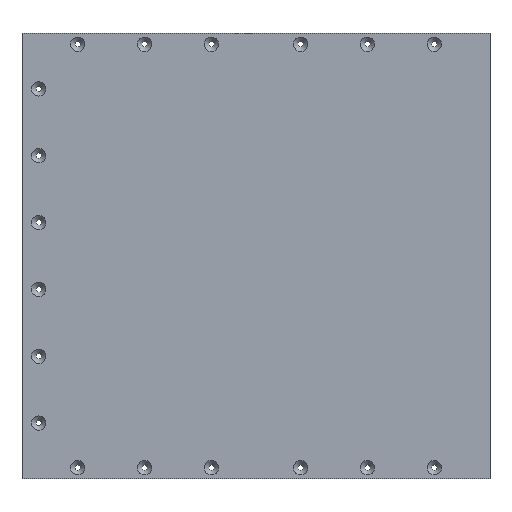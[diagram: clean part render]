
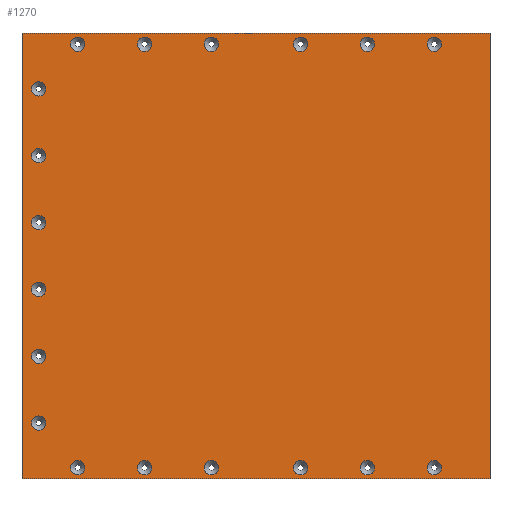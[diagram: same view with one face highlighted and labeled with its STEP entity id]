
A CAD part, top view. The second image highlights one B-rep face of the part: STEP entity #1270.
In plain terms, the highlighted planar face has unit normal (0, 0, 1).
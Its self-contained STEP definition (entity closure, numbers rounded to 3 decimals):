
#39=FACE_BOUND('',#165,.T.);
#40=FACE_BOUND('',#166,.T.);
#41=FACE_BOUND('',#167,.T.);
#42=FACE_BOUND('',#168,.T.);
#43=FACE_BOUND('',#169,.T.);
#44=FACE_BOUND('',#170,.T.);
#45=FACE_BOUND('',#171,.T.);
#46=FACE_BOUND('',#172,.T.);
#47=FACE_BOUND('',#173,.T.);
#48=FACE_BOUND('',#174,.T.);
#49=FACE_BOUND('',#175,.T.);
#50=FACE_BOUND('',#176,.T.);
#51=FACE_BOUND('',#177,.T.);
#52=FACE_BOUND('',#178,.T.);
#53=FACE_BOUND('',#179,.T.);
#54=FACE_BOUND('',#180,.T.);
#55=FACE_BOUND('',#181,.T.);
#56=FACE_BOUND('',#182,.T.);
#87=PLANE('',#1352);
#105=FACE_OUTER_BOUND('',#164,.T.);
#164=EDGE_LOOP('',(#874,#875,#876,#877));
#165=EDGE_LOOP('',(#878));
#166=EDGE_LOOP('',(#879));
#167=EDGE_LOOP('',(#880));
#168=EDGE_LOOP('',(#881));
#169=EDGE_LOOP('',(#882));
#170=EDGE_LOOP('',(#883));
#171=EDGE_LOOP('',(#884));
#172=EDGE_LOOP('',(#885));
#173=EDGE_LOOP('',(#886));
#174=EDGE_LOOP('',(#887));
#175=EDGE_LOOP('',(#888));
#176=EDGE_LOOP('',(#889));
#177=EDGE_LOOP('',(#890));
#178=EDGE_LOOP('',(#891));
#179=EDGE_LOOP('',(#892));
#180=EDGE_LOOP('',(#893));
#181=EDGE_LOOP('',(#894));
#182=EDGE_LOOP('',(#895));
#271=LINE('',#1946,#354);
#272=LINE('',#1948,#355);
#273=LINE('',#1950,#356);
#274=LINE('',#1951,#357);
#354=VECTOR('',#1528,10.);
#355=VECTOR('',#1529,10.);
#356=VECTOR('',#1530,10.);
#357=VECTOR('',#1531,10.);
#436=CIRCLE('',#1349,3.25);
#439=CIRCLE('',#1353,3.25);
#440=CIRCLE('',#1354,3.25);
#441=CIRCLE('',#1355,3.25);
#442=CIRCLE('',#1356,3.25);
#443=CIRCLE('',#1357,3.25);
#444=CIRCLE('',#1358,3.25);
#445=CIRCLE('',#1359,3.25);
#446=CIRCLE('',#1360,3.25);
#447=CIRCLE('',#1361,3.25);
#448=CIRCLE('',#1362,3.25);
#449=CIRCLE('',#1363,3.25);
#450=CIRCLE('',#1364,3.25);
#451=CIRCLE('',#1365,3.25);
#452=CIRCLE('',#1366,3.25);
#453=CIRCLE('',#1367,3.25);
#454=CIRCLE('',#1368,3.25);
#455=CIRCLE('',#1369,3.25);
#544=VERTEX_POINT('',#1936);
#547=VERTEX_POINT('',#1944);
#548=VERTEX_POINT('',#1945);
#549=VERTEX_POINT('',#1947);
#550=VERTEX_POINT('',#1949);
#551=VERTEX_POINT('',#1952);
#552=VERTEX_POINT('',#1954);
#553=VERTEX_POINT('',#1956);
#554=VERTEX_POINT('',#1958);
#555=VERTEX_POINT('',#1960);
#556=VERTEX_POINT('',#1962);
#557=VERTEX_POINT('',#1964);
#558=VERTEX_POINT('',#1966);
#559=VERTEX_POINT('',#1968);
#560=VERTEX_POINT('',#1970);
#561=VERTEX_POINT('',#1972);
#562=VERTEX_POINT('',#1974);
#563=VERTEX_POINT('',#1976);
#564=VERTEX_POINT('',#1978);
#565=VERTEX_POINT('',#1980);
#566=VERTEX_POINT('',#1982);
#567=VERTEX_POINT('',#1984);
#678=EDGE_CURVE('',#544,#544,#436,.T.);
#682=EDGE_CURVE('',#547,#548,#271,.T.);
#683=EDGE_CURVE('',#548,#549,#272,.T.);
#684=EDGE_CURVE('',#550,#549,#273,.T.);
#685=EDGE_CURVE('',#547,#550,#274,.T.);
#686=EDGE_CURVE('',#551,#551,#439,.T.);
#687=EDGE_CURVE('',#552,#552,#440,.T.);
#688=EDGE_CURVE('',#553,#553,#441,.T.);
#689=EDGE_CURVE('',#554,#554,#442,.T.);
#690=EDGE_CURVE('',#555,#555,#443,.T.);
#691=EDGE_CURVE('',#556,#556,#444,.T.);
#692=EDGE_CURVE('',#557,#557,#445,.T.);
#693=EDGE_CURVE('',#558,#558,#446,.T.);
#694=EDGE_CURVE('',#559,#559,#447,.T.);
#695=EDGE_CURVE('',#560,#560,#448,.T.);
#696=EDGE_CURVE('',#561,#561,#449,.T.);
#697=EDGE_CURVE('',#562,#562,#450,.T.);
#698=EDGE_CURVE('',#563,#563,#451,.T.);
#699=EDGE_CURVE('',#564,#564,#452,.T.);
#700=EDGE_CURVE('',#565,#565,#453,.T.);
#701=EDGE_CURVE('',#566,#566,#454,.T.);
#702=EDGE_CURVE('',#567,#567,#455,.T.);
#874=ORIENTED_EDGE('',*,*,#682,.T.);
#875=ORIENTED_EDGE('',*,*,#683,.T.);
#876=ORIENTED_EDGE('',*,*,#684,.F.);
#877=ORIENTED_EDGE('',*,*,#685,.F.);
#878=ORIENTED_EDGE('',*,*,#686,.F.);
#879=ORIENTED_EDGE('',*,*,#687,.F.);
#880=ORIENTED_EDGE('',*,*,#688,.F.);
#881=ORIENTED_EDGE('',*,*,#689,.F.);
#882=ORIENTED_EDGE('',*,*,#690,.F.);
#883=ORIENTED_EDGE('',*,*,#691,.F.);
#884=ORIENTED_EDGE('',*,*,#692,.F.);
#885=ORIENTED_EDGE('',*,*,#693,.F.);
#886=ORIENTED_EDGE('',*,*,#694,.F.);
#887=ORIENTED_EDGE('',*,*,#695,.F.);
#888=ORIENTED_EDGE('',*,*,#696,.F.);
#889=ORIENTED_EDGE('',*,*,#697,.F.);
#890=ORIENTED_EDGE('',*,*,#698,.F.);
#891=ORIENTED_EDGE('',*,*,#699,.F.);
#892=ORIENTED_EDGE('',*,*,#700,.F.);
#893=ORIENTED_EDGE('',*,*,#701,.F.);
#894=ORIENTED_EDGE('',*,*,#702,.F.);
#895=ORIENTED_EDGE('',*,*,#678,.F.);
#1270=ADVANCED_FACE('',(#105,#39,#40,#41,#42,#43,#44,#45,#46,#47,#48,#49,
#50,#51,#52,#53,#54,#55,#56),#87,.T.);
#1349=AXIS2_PLACEMENT_3D('',#1937,#1519,#1520);
#1352=AXIS2_PLACEMENT_3D('',#1943,#1526,#1527);
#1353=AXIS2_PLACEMENT_3D('',#1953,#1532,#1533);
#1354=AXIS2_PLACEMENT_3D('',#1955,#1534,#1535);
#1355=AXIS2_PLACEMENT_3D('',#1957,#1536,#1537);
#1356=AXIS2_PLACEMENT_3D('',#1959,#1538,#1539);
#1357=AXIS2_PLACEMENT_3D('',#1961,#1540,#1541);
#1358=AXIS2_PLACEMENT_3D('',#1963,#1542,#1543);
#1359=AXIS2_PLACEMENT_3D('',#1965,#1544,#1545);
#1360=AXIS2_PLACEMENT_3D('',#1967,#1546,#1547);
#1361=AXIS2_PLACEMENT_3D('',#1969,#1548,#1549);
#1362=AXIS2_PLACEMENT_3D('',#1971,#1550,#1551);
#1363=AXIS2_PLACEMENT_3D('',#1973,#1552,#1553);
#1364=AXIS2_PLACEMENT_3D('',#1975,#1554,#1555);
#1365=AXIS2_PLACEMENT_3D('',#1977,#1556,#1557);
#1366=AXIS2_PLACEMENT_3D('',#1979,#1558,#1559);
#1367=AXIS2_PLACEMENT_3D('',#1981,#1560,#1561);
#1368=AXIS2_PLACEMENT_3D('',#1983,#1562,#1563);
#1369=AXIS2_PLACEMENT_3D('',#1985,#1564,#1565);
#1519=DIRECTION('center_axis',(0.,0.,1.));
#1520=DIRECTION('ref_axis',(1.,0.,0.));
#1526=DIRECTION('center_axis',(0.,0.,1.));
#1527=DIRECTION('ref_axis',(1.,0.,0.));
#1528=DIRECTION('',(1.,0.,0.));
#1529=DIRECTION('',(0.,1.,0.));
#1530=DIRECTION('',(1.,0.,0.));
#1531=DIRECTION('',(0.,1.,0.));
#1532=DIRECTION('center_axis',(0.,0.,1.));
#1533=DIRECTION('ref_axis',(1.,0.,0.));
#1534=DIRECTION('center_axis',(0.,0.,1.));
#1535=DIRECTION('ref_axis',(1.,0.,0.));
#1536=DIRECTION('center_axis',(0.,0.,1.));
#1537=DIRECTION('ref_axis',(1.,0.,0.));
#1538=DIRECTION('center_axis',(0.,0.,1.));
#1539=DIRECTION('ref_axis',(1.,0.,0.));
#1540=DIRECTION('center_axis',(0.,0.,1.));
#1541=DIRECTION('ref_axis',(-1.,0.,0.));
#1542=DIRECTION('center_axis',(0.,0.,1.));
#1543=DIRECTION('ref_axis',(-1.,0.,0.));
#1544=DIRECTION('center_axis',(0.,0.,1.));
#1545=DIRECTION('ref_axis',(-1.,0.,0.));
#1546=DIRECTION('center_axis',(0.,0.,1.));
#1547=DIRECTION('ref_axis',(-1.,0.,0.));
#1548=DIRECTION('center_axis',(0.,0.,1.));
#1549=DIRECTION('ref_axis',(-1.,0.,0.));
#1550=DIRECTION('center_axis',(0.,0.,1.));
#1551=DIRECTION('ref_axis',(-1.,0.,0.));
#1552=DIRECTION('center_axis',(0.,0.,1.));
#1553=DIRECTION('ref_axis',(-1.,0.,0.));
#1554=DIRECTION('center_axis',(0.,0.,1.));
#1555=DIRECTION('ref_axis',(-1.,0.,0.));
#1556=DIRECTION('center_axis',(0.,0.,1.));
#1557=DIRECTION('ref_axis',(-1.,0.,0.));
#1558=DIRECTION('center_axis',(0.,0.,1.));
#1559=DIRECTION('ref_axis',(1.,0.,0.));
#1560=DIRECTION('center_axis',(0.,0.,1.));
#1561=DIRECTION('ref_axis',(1.,0.,0.));
#1562=DIRECTION('center_axis',(0.,0.,1.));
#1563=DIRECTION('ref_axis',(1.,0.,0.));
#1564=DIRECTION('center_axis',(0.,0.,1.));
#1565=DIRECTION('ref_axis',(1.,0.,0.));
#1936=CARTESIAN_POINT('',(-28.25,5.,0.));
#1937=CARTESIAN_POINT('Origin',(-25.,5.,0.));
#1943=CARTESIAN_POINT('Origin',(-210.,0.,0.));
#1944=CARTESIAN_POINT('',(-210.,0.,0.));
#1945=CARTESIAN_POINT('',(0.,0.,0.));
#1946=CARTESIAN_POINT('',(-210.,0.,0.));
#1947=CARTESIAN_POINT('',(0.,200.,0.));
#1948=CARTESIAN_POINT('',(0.,0.,0.));
#1949=CARTESIAN_POINT('',(-210.,200.,0.));
#1950=CARTESIAN_POINT('',(-210.,200.,0.));
#1951=CARTESIAN_POINT('',(-210.,0.,0.));
#1952=CARTESIAN_POINT('',(-58.25,5.,0.));
#1953=CARTESIAN_POINT('Origin',(-55.,5.,0.));
#1954=CARTESIAN_POINT('',(-128.25,5.,0.));
#1955=CARTESIAN_POINT('Origin',(-125.,5.,0.));
#1956=CARTESIAN_POINT('',(-188.25,5.,0.));
#1957=CARTESIAN_POINT('Origin',(-185.,5.,0.));
#1958=CARTESIAN_POINT('',(-188.25,195.,0.));
#1959=CARTESIAN_POINT('Origin',(-185.,195.,0.));
#1960=CARTESIAN_POINT('',(-21.75,195.,0.));
#1961=CARTESIAN_POINT('Origin',(-25.,195.,0.));
#1962=CARTESIAN_POINT('',(-81.75,195.,0.));
#1963=CARTESIAN_POINT('Origin',(-85.,195.,0.));
#1964=CARTESIAN_POINT('',(-199.25,145.,0.));
#1965=CARTESIAN_POINT('Origin',(-202.5,145.,0.));
#1966=CARTESIAN_POINT('',(-199.25,85.,0.));
#1967=CARTESIAN_POINT('Origin',(-202.5,85.,0.));
#1968=CARTESIAN_POINT('',(-199.25,25.,0.));
#1969=CARTESIAN_POINT('Origin',(-202.5,25.,0.));
#1970=CARTESIAN_POINT('',(-199.25,55.,0.));
#1971=CARTESIAN_POINT('Origin',(-202.5,55.,0.));
#1972=CARTESIAN_POINT('',(-199.25,115.,0.));
#1973=CARTESIAN_POINT('Origin',(-202.5,115.,0.));
#1974=CARTESIAN_POINT('',(-199.25,175.,0.));
#1975=CARTESIAN_POINT('Origin',(-202.5,175.,0.));
#1976=CARTESIAN_POINT('',(-51.75,195.,0.));
#1977=CARTESIAN_POINT('Origin',(-55.,195.,0.));
#1978=CARTESIAN_POINT('',(-128.25,195.,0.));
#1979=CARTESIAN_POINT('Origin',(-125.,195.,0.));
#1980=CARTESIAN_POINT('',(-158.25,195.,0.));
#1981=CARTESIAN_POINT('Origin',(-155.,195.,0.));
#1982=CARTESIAN_POINT('',(-158.25,5.,0.));
#1983=CARTESIAN_POINT('Origin',(-155.,5.,0.));
#1984=CARTESIAN_POINT('',(-88.25,5.,0.));
#1985=CARTESIAN_POINT('Origin',(-85.,5.,0.));
